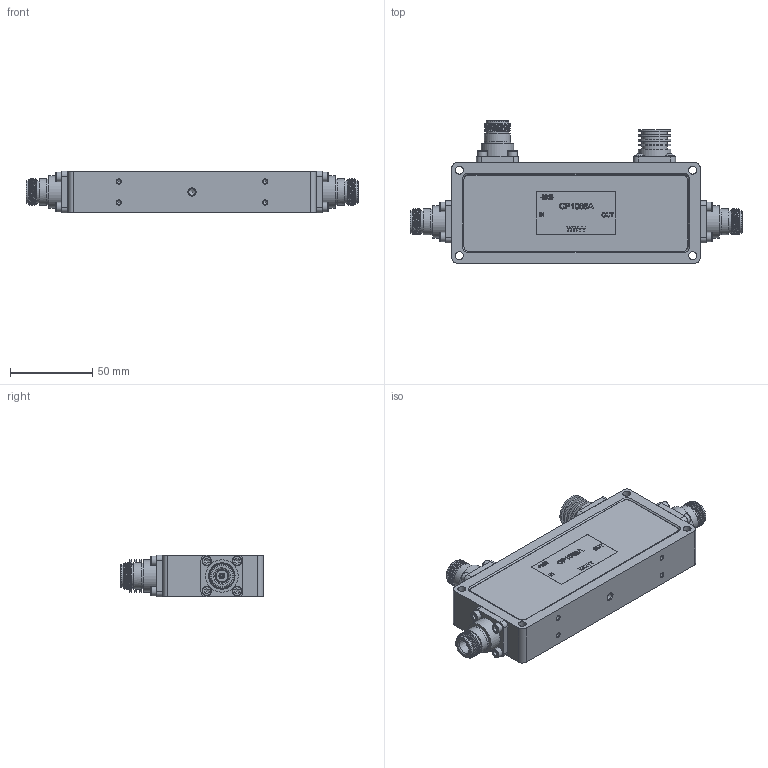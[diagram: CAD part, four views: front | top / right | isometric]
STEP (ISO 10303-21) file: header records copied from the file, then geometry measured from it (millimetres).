
FILE_DESCRIPTION (( 'STEP AP203' ), '1' );
FILE_NAME ('FMCP1069A_3D.step', '2022-10-13T16:04:22', ( '' ), ( '' ), 'SwSTEP 2.0', 'SolidWorks 2021', '' );
FILE_SCHEMA (( 'CONFIG_CONTROL_DESIGN' ));
Length unit declared in the file: inch
Products named in the file (1): FMCP1069A_3D
Bounding box: 201.29 x 86.36 x 25.4 mm (x, y, z)
Volume: 189093.6 mm3; surface area: 69425.8 mm2
Topology: 23 solids, 23 shells, 1100 faces, 2744 edges, 1813 vertices
Faces by surface type: plane 524, bspline 270, cylinder 148, cone 116, torus 38, sphere 4
Full cylindrical faces by diameter (mm): 2.845 x4, 3.048 x3, 3.099 x1, 3.505 x12, 3.581 x3, 3.632 x3, 5.563 x4, 5.74 x12, 7.01 x3, 8.255 x1, 9.042 x3, 11.76 x3, 11.811 x7, 13.691 x6, 15.367 x4, 15.824 x8, 15.875 x6, 18.288 x1, 19.05 x1, 19.685 x8, 21.844 x3, 22.606 x1
Entity records: 42190 total; most frequent: CARTESIAN_POINT 19676, ORIENTED_EDGE 4568, DIRECTION 4054, EDGE_CURVE 2284, VERTEX_POINT 1649, EDGE_LOOP 1569, AXIS2_PLACEMENT_3D 1526, FACE_OUTER_BOUND 1309
